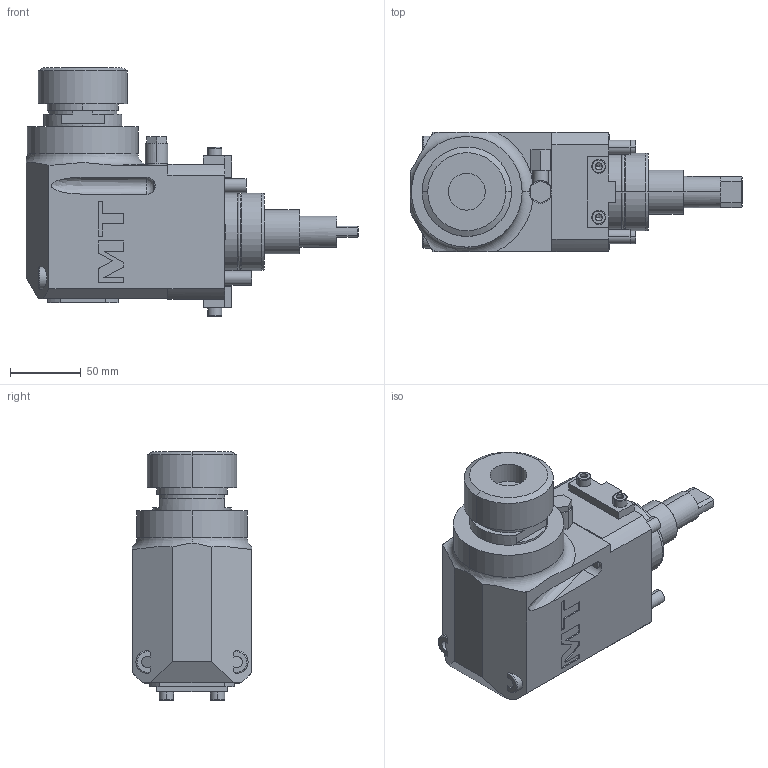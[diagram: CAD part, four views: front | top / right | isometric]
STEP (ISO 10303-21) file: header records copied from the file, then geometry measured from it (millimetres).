
FILE_DESCRIPTION((''),'2;1');
FILE_NAME('0392640L_CONF','2023-06-27T08:09:05',('gvalli'),('M.T. srl'),'CREO PARAMETRIC BY PTC INC, 2021072','CREO PARAMETRIC BY PTC INC, 2021072','');
FILE_SCHEMA(('CONFIG_CONTROL_DESIGN'));
Length unit declared in the file: millimetre
Products named in the file (1): 0392640L_CONF
Bounding box: 233.9 x 84 x 175.16 mm (x, y, z)
Volume: 1405846.4 mm3; surface area: 100851.5 mm2
Topology: 1 solids, 1 shells, 308 faces, 746 edges, 471 vertices
Faces by surface type: plane 174, cylinder 88, torus 20, cone 18, extrusion 4, bspline 2, sphere 2
Entity records: 9818 total; most frequent: CARTESIAN_POINT 2503, DIRECTION 1542, ORIENTED_EDGE 1472, EDGE_CURVE 736, AXIS2_PLACEMENT_3D 548, VERTEX_POINT 471, VECTOR 446, LINE 442
